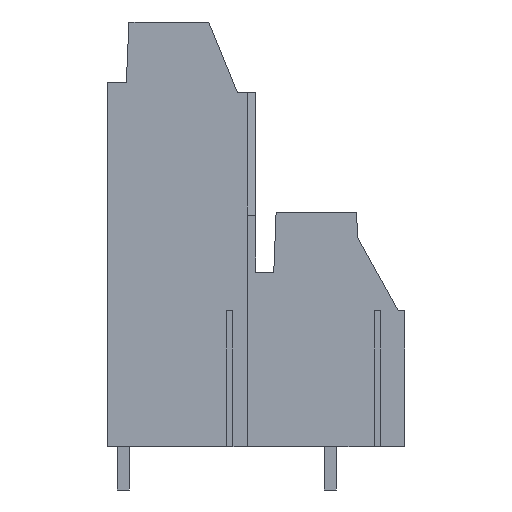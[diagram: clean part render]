
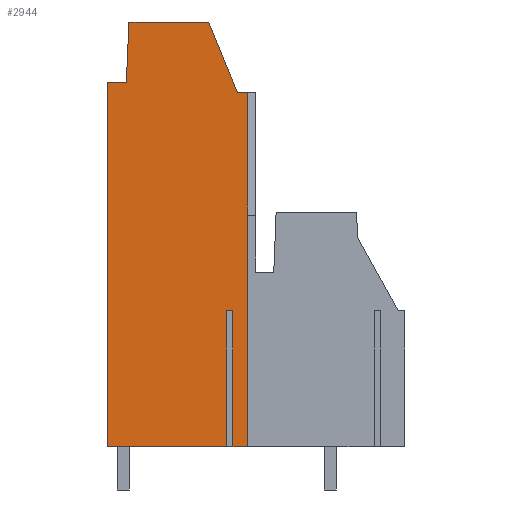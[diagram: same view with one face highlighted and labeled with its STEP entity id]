
A CAD part, left-side view. The second image highlights one B-rep face of the part: STEP entity #2944.
In plain terms, the highlighted planar face has unit normal (-1, 0, 0).
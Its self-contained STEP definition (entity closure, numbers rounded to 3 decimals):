
#2869=AXIS2_PLACEMENT_3D('Plane Axis2P3D',#2866,#2867,#2868) ;
#542=CARTESIAN_POINT('Vertex',(0.,21.94,3.2)) ;
#734=CARTESIAN_POINT('Vertex',(0.,11.574,3.2)) ;
#737=CARTESIAN_POINT('Line Origine',(0.,12.12,3.2)) ;
#741=CARTESIAN_POINT('Vertex',(0.,12.665,3.2)) ;
#790=CARTESIAN_POINT('Vertex',(0.,13.115,3.2)) ;
#793=CARTESIAN_POINT('Line Origine',(0.,17.528,3.2)) ;
#1170=CARTESIAN_POINT('Vertex',(0.,11.574,29.26)) ;
#1173=CARTESIAN_POINT('Line Origine',(0.,11.574,16.23)) ;
#2866=CARTESIAN_POINT('Axis2P3D Location',(0.,11.,17.2)) ;
#2871=CARTESIAN_POINT('Line Origine',(0.,21.94,16.625)) ;
#2875=CARTESIAN_POINT('Vertex',(0.,21.94,30.05)) ;
#2878=CARTESIAN_POINT('Line Origine',(0.,13.115,8.2)) ;
#2882=CARTESIAN_POINT('Vertex',(0.,13.115,13.2)) ;
#2885=CARTESIAN_POINT('Line Origine',(0.,12.89,13.2)) ;
#2889=CARTESIAN_POINT('Vertex',(0.,12.665,13.2)) ;
#2892=CARTESIAN_POINT('Line Origine',(0.,12.665,8.2)) ;
#2897=CARTESIAN_POINT('Line Origine',(0.,11.956,29.26)) ;
#2901=CARTESIAN_POINT('Vertex',(0.,12.337,29.26)) ;
#2904=CARTESIAN_POINT('Line Origine',(0.,13.393,31.865)) ;
#2908=CARTESIAN_POINT('Vertex',(0.,14.449,34.47)) ;
#2911=CARTESIAN_POINT('Line Origine',(0.,17.389,34.47)) ;
#2915=CARTESIAN_POINT('Vertex',(0.,20.328,34.47)) ;
#2918=CARTESIAN_POINT('Line Origine',(0.,20.424,32.26)) ;
#2922=CARTESIAN_POINT('Vertex',(0.,20.521,30.05)) ;
#2925=CARTESIAN_POINT('Line Origine',(0.,21.23,30.05)) ;
#738=DIRECTION('Vector Direction',(0.,1.,0.)) ;
#794=DIRECTION('Vector Direction',(0.,1.,0.)) ;
#1174=DIRECTION('Vector Direction',(0.,0.,1.)) ;
#2867=DIRECTION('Axis2P3D Direction',(1.,0.,0.)) ;
#2868=DIRECTION('Axis2P3D XDirection',(0.,1.,0.)) ;
#2872=DIRECTION('Vector Direction',(0.,0.,-1.)) ;
#2879=DIRECTION('Vector Direction',(0.,0.,1.)) ;
#2886=DIRECTION('Vector Direction',(0.,1.,0.)) ;
#2893=DIRECTION('Vector Direction',(0.,0.,1.)) ;
#2898=DIRECTION('Vector Direction',(0.,1.,0.)) ;
#2905=DIRECTION('Vector Direction',(0.,0.376,0.927)) ;
#2912=DIRECTION('Vector Direction',(0.,1.,0.)) ;
#2919=DIRECTION('Vector Direction',(0.,-0.044,0.999)) ;
#2926=DIRECTION('Vector Direction',(0.,1.,0.)) ;
#739=VECTOR('Line Direction',#738,1.) ;
#795=VECTOR('Line Direction',#794,1.) ;
#1175=VECTOR('Line Direction',#1174,1.) ;
#2873=VECTOR('Line Direction',#2872,1.) ;
#2880=VECTOR('Line Direction',#2879,1.) ;
#2887=VECTOR('Line Direction',#2886,1.) ;
#2894=VECTOR('Line Direction',#2893,1.) ;
#2899=VECTOR('Line Direction',#2898,1.) ;
#2906=VECTOR('Line Direction',#2905,1.) ;
#2913=VECTOR('Line Direction',#2912,1.) ;
#2920=VECTOR('Line Direction',#2919,1.) ;
#2927=VECTOR('Line Direction',#2926,1.) ;
#2931=ORIENTED_EDGE('',*,*,#2877,.T.) ;
#2932=ORIENTED_EDGE('',*,*,#797,.F.) ;
#2933=ORIENTED_EDGE('',*,*,#2884,.T.) ;
#2934=ORIENTED_EDGE('',*,*,#2891,.F.) ;
#2935=ORIENTED_EDGE('',*,*,#2896,.F.) ;
#2936=ORIENTED_EDGE('',*,*,#743,.F.) ;
#2937=ORIENTED_EDGE('',*,*,#1177,.T.) ;
#2938=ORIENTED_EDGE('',*,*,#2903,.T.) ;
#2939=ORIENTED_EDGE('',*,*,#2910,.T.) ;
#2940=ORIENTED_EDGE('',*,*,#2917,.T.) ;
#2941=ORIENTED_EDGE('',*,*,#2924,.F.) ;
#2942=ORIENTED_EDGE('',*,*,#2929,.T.) ;
#2944=ADVANCED_FACE('housing',(#2943),#2870,.F.) ;
#743=EDGE_CURVE('',#735,#742,#740,.T.) ;
#797=EDGE_CURVE('',#791,#543,#796,.T.) ;
#1177=EDGE_CURVE('',#735,#1171,#1176,.T.) ;
#2877=EDGE_CURVE('',#2876,#543,#2874,.T.) ;
#2884=EDGE_CURVE('',#791,#2883,#2881,.T.) ;
#2891=EDGE_CURVE('',#2890,#2883,#2888,.T.) ;
#2896=EDGE_CURVE('',#742,#2890,#2895,.T.) ;
#2903=EDGE_CURVE('',#1171,#2902,#2900,.T.) ;
#2910=EDGE_CURVE('',#2902,#2909,#2907,.T.) ;
#2917=EDGE_CURVE('',#2909,#2916,#2914,.T.) ;
#2924=EDGE_CURVE('',#2923,#2916,#2921,.T.) ;
#2929=EDGE_CURVE('',#2923,#2876,#2928,.T.) ;
#2930=EDGE_LOOP('',(#2931,#2932,#2933,#2934,#2935,#2936,#2937,#2938,#2939,#2940,#2941,#2942)) ;
#2943=FACE_OUTER_BOUND('',#2930,.T.) ;
#740=LINE('Line',#737,#739) ;
#796=LINE('Line',#793,#795) ;
#1176=LINE('Line',#1173,#1175) ;
#2874=LINE('Line',#2871,#2873) ;
#2881=LINE('Line',#2878,#2880) ;
#2888=LINE('Line',#2885,#2887) ;
#2895=LINE('Line',#2892,#2894) ;
#2900=LINE('Line',#2897,#2899) ;
#2907=LINE('Line',#2904,#2906) ;
#2914=LINE('Line',#2911,#2913) ;
#2921=LINE('Line',#2918,#2920) ;
#2928=LINE('Line',#2925,#2927) ;
#2870=PLANE('',#2869) ;
#543=VERTEX_POINT('',#542) ;
#735=VERTEX_POINT('',#734) ;
#742=VERTEX_POINT('',#741) ;
#791=VERTEX_POINT('',#790) ;
#1171=VERTEX_POINT('',#1170) ;
#2876=VERTEX_POINT('',#2875) ;
#2883=VERTEX_POINT('',#2882) ;
#2890=VERTEX_POINT('',#2889) ;
#2902=VERTEX_POINT('',#2901) ;
#2909=VERTEX_POINT('',#2908) ;
#2916=VERTEX_POINT('',#2915) ;
#2923=VERTEX_POINT('',#2922) ;
